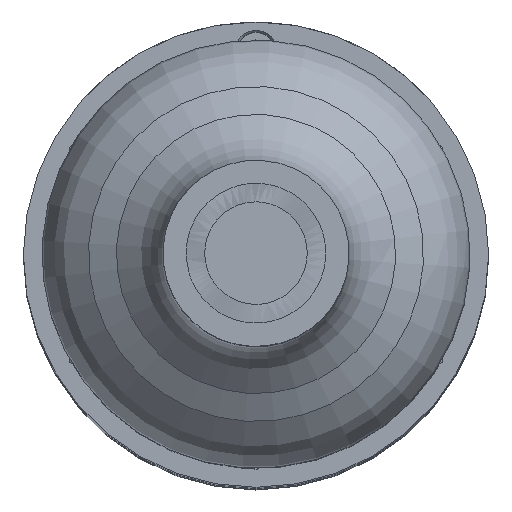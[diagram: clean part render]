
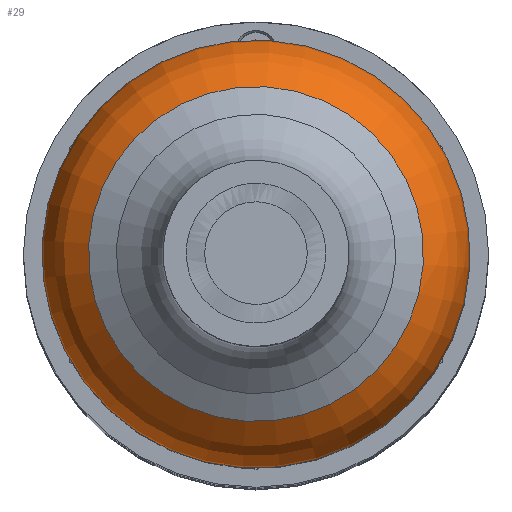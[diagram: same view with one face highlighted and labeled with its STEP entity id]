
A CAD part, top view. The second image highlights one B-rep face of the part: STEP entity #29.
In plain terms, the highlighted toroidal (fillet/blend) face has major radius 6.5 mm and minor radius 5 mm.
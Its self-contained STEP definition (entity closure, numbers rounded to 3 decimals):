
#17 = ORIENTED_EDGE ( 'NONE', *, *, #1246, .T. ) ;
#29 = ADVANCED_FACE ( 'NONE', ( #1227, #1280 ), #235, .T. ) ;
#61 = ORIENTED_EDGE ( 'NONE', *, *, #974, .F. ) ;
#182 = DIRECTION ( 'NONE',  ( 0., 0., 1. ) ) ;
#235 = TOROIDAL_SURFACE ( 'NONE', #426, 6.5, 5. ) ;
#323 = EDGE_LOOP ( 'NONE', ( #61 ) ) ;
#399 = CARTESIAN_POINT ( 'NONE',  ( 8.982, -0.57, 19.443 ) ) ;
#426 = AXIS2_PLACEMENT_3D ( 'NONE', #702, #586, #1298 ) ;
#494 = VERTEX_POINT ( 'NONE', #1276 ) ;
#586 = DIRECTION ( 'NONE',  ( 0., 0., 1. ) ) ;
#695 = AXIS2_PLACEMENT_3D ( 'NONE', #1282, #1161, #1094 ) ;
#702 = CARTESIAN_POINT ( 'NONE',  ( 0., 0., 15.113 ) ) ;
#810 = CARTESIAN_POINT ( 'NONE',  ( 0., 0., 15.113 ) ) ;
#959 = CIRCLE ( 'NONE', #1205, 11.5 ) ;
#974 = EDGE_CURVE ( 'NONE', #1059, #1059, #1130, .T. ) ;
#1059 = VERTEX_POINT ( 'NONE', #399 ) ;
#1094 = DIRECTION ( 'NONE',  ( 0.998, -0.063, 0. ) ) ;
#1130 = CIRCLE ( 'NONE', #695, 9. ) ;
#1161 = DIRECTION ( 'NONE',  ( 0., 0., 1. ) ) ;
#1205 = AXIS2_PLACEMENT_3D ( 'NONE', #810, #182, #1233 ) ;
#1220 = EDGE_LOOP ( 'NONE', ( #17 ) ) ;
#1227 = FACE_OUTER_BOUND ( 'NONE', #323, .T. ) ;
#1233 = DIRECTION ( 'NONE',  ( 0.998, -0.063, 0. ) ) ;
#1246 = EDGE_CURVE ( 'NONE', #494, #494, #959, .T. ) ;
#1276 = CARTESIAN_POINT ( 'NONE',  ( 11.477, -0.728, 15.113 ) ) ;
#1280 = FACE_OUTER_BOUND ( 'NONE', #1220, .T. ) ;
#1282 = CARTESIAN_POINT ( 'NONE',  ( 0., 0., 19.443 ) ) ;
#1298 = DIRECTION ( 'NONE',  ( 0.998, -0.063, 0. ) ) ;
